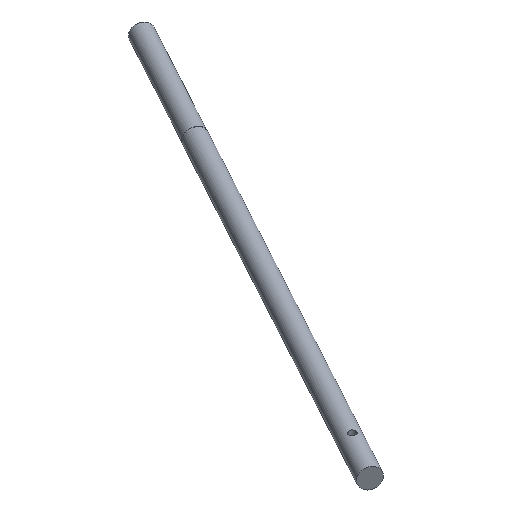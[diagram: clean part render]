
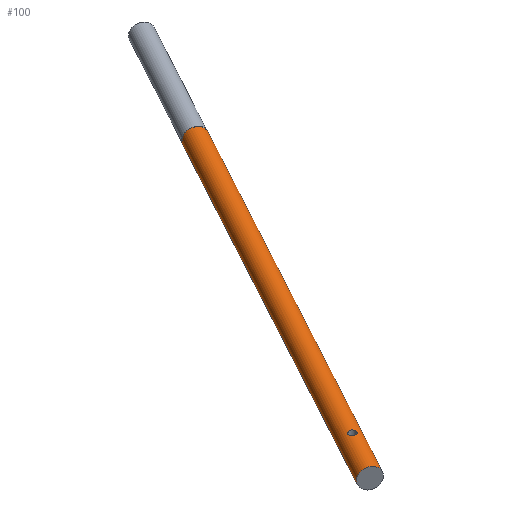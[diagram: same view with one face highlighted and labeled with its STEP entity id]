
A CAD part, isometric view. The second image highlights one B-rep face of the part: STEP entity #100.
In plain terms, the highlighted cylindrical face has radius 1.5 mm (diameter 3 mm), a full revolution.
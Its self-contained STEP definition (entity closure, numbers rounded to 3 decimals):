
#19=FACE_BOUND('',#38,.T.);
#20=FACE_BOUND('',#39,.T.);
#22=CIRCLE('',#121,1.5);
#23=CIRCLE('',#123,1.5);
#31=FACE_OUTER_BOUND('',#37,.T.);
#37=EDGE_LOOP('',(#80,#81,#82,#83));
#38=EDGE_LOOP('',(#84,#85));
#39=EDGE_LOOP('',(#86,#87));
#45=LINE('',#246,#48);
#48=VECTOR('',#145,1.5);
#50=B_SPLINE_CURVE_WITH_KNOTS('',3,(#164,#165,#166,#167,#168,#169,#170,
#171,#172,#173),.UNSPECIFIED.,.F.,.F.,(4,2,2,2,4),(0.152,0.171,
0.19,0.209,0.228),.UNSPECIFIED.);
#51=B_SPLINE_CURVE_WITH_KNOTS('',3,(#174,#175,#176,#177,#178,#179,#180,
#181,#182,#183,#184,#185,#186,#187,#188,#189,#190,#191,#192,#193,#194,#195,
#196,#197,#198,#199,#200),.UNSPECIFIED.,.F.,.F.,(4,2,2,2,3,2,2,2,2,2,2,
2,4),(0.228,0.247,0.266,0.285,
0.304,0.323,0.342,0.361,
0.38,0.399,0.418,0.437,
0.456),.UNSPECIFIED.);
#52=B_SPLINE_CURVE_WITH_KNOTS('',3,(#204,#205,#206,#207,#208,#209,#210,
#211,#212,#213),.UNSPECIFIED.,.F.,.F.,(4,2,2,2,4),(0.,0.019,
0.038,0.057,0.076),.UNSPECIFIED.);
#53=B_SPLINE_CURVE_WITH_KNOTS('',3,(#214,#215,#216,#217,#218,#219,#220,
#221,#222,#223,#224,#225,#226,#227,#228,#229,#230,#231,#232,#233,#234,#235,
#236,#237,#238,#239),.UNSPECIFIED.,.F.,.F.,(4,2,2,2,2,2,2,2,2,2,2,2,4),
(0.076,0.095,0.114,0.133,
0.152,0.171,0.19,0.209,
0.228,0.247,0.266,0.285,
0.304),.UNSPECIFIED.);
#54=VERTEX_POINT('',#162);
#55=VERTEX_POINT('',#163);
#56=VERTEX_POINT('',#201);
#57=VERTEX_POINT('',#203);
#58=VERTEX_POINT('',#241);
#59=VERTEX_POINT('',#244);
#62=EDGE_CURVE('',#54,#55,#50,.T.);
#63=EDGE_CURVE('',#55,#54,#51,.T.);
#65=EDGE_CURVE('',#57,#56,#52,.T.);
#66=EDGE_CURVE('',#56,#57,#53,.T.);
#67=EDGE_CURVE('',#58,#58,#22,.T.);
#68=EDGE_CURVE('',#59,#59,#23,.T.);
#69=EDGE_CURVE('',#59,#58,#45,.T.);
#80=ORIENTED_EDGE('',*,*,#68,.F.);
#81=ORIENTED_EDGE('',*,*,#69,.T.);
#82=ORIENTED_EDGE('',*,*,#67,.T.);
#83=ORIENTED_EDGE('',*,*,#69,.F.);
#84=ORIENTED_EDGE('',*,*,#65,.T.);
#85=ORIENTED_EDGE('',*,*,#66,.T.);
#86=ORIENTED_EDGE('',*,*,#62,.T.);
#87=ORIENTED_EDGE('',*,*,#63,.T.);
#96=CYLINDRICAL_SURFACE('',#122,1.5);
#100=ADVANCED_FACE('',(#31,#19,#20),#96,.T.);
#121=AXIS2_PLACEMENT_3D('',#242,#139,#140);
#122=AXIS2_PLACEMENT_3D('',#243,#141,#142);
#123=AXIS2_PLACEMENT_3D('',#245,#143,#144);
#139=DIRECTION('center_axis',(1.,0.,0.));
#140=DIRECTION('ref_axis',(0.,0.,-1.));
#141=DIRECTION('center_axis',(1.,0.,0.));
#142=DIRECTION('ref_axis',(0.,1.,0.));
#143=DIRECTION('center_axis',(1.,0.,0.));
#144=DIRECTION('ref_axis',(0.,0.,-1.));
#145=DIRECTION('',(-1.,0.,0.));
#162=CARTESIAN_POINT('',(6.5,0.5,-1.414));
#163=CARTESIAN_POINT('',(6.,0.,-1.5));
#164=CARTESIAN_POINT('Ctrl Pts',(6.5,0.5,-1.414));
#165=CARTESIAN_POINT('Ctrl Pts',(6.437,0.5,-1.414));
#166=CARTESIAN_POINT('Ctrl Pts',(6.369,0.487,-1.419));
#167=CARTESIAN_POINT('Ctrl Pts',(6.246,0.436,-1.435));
#168=CARTESIAN_POINT('Ctrl Pts',(6.191,0.398,-1.447));
#169=CARTESIAN_POINT('Ctrl Pts',(6.102,0.309,-1.468));
#170=CARTESIAN_POINT('Ctrl Pts',(6.064,0.254,-1.48));
#171=CARTESIAN_POINT('Ctrl Pts',(6.013,0.13,-1.496));
#172=CARTESIAN_POINT('Ctrl Pts',(6.,0.063,-1.5));
#173=CARTESIAN_POINT('Ctrl Pts',(6.,0.,-1.5));
#174=CARTESIAN_POINT('Ctrl Pts',(6.,0.,-1.5));
#175=CARTESIAN_POINT('Ctrl Pts',(6.,-0.063,-1.5));
#176=CARTESIAN_POINT('Ctrl Pts',(6.013,-0.13,-1.496));
#177=CARTESIAN_POINT('Ctrl Pts',(6.064,-0.254,-1.48));
#178=CARTESIAN_POINT('Ctrl Pts',(6.102,-0.309,-1.468));
#179=CARTESIAN_POINT('Ctrl Pts',(6.191,-0.398,-1.447));
#180=CARTESIAN_POINT('Ctrl Pts',(6.246,-0.436,-1.435));
#181=CARTESIAN_POINT('Ctrl Pts',(6.369,-0.487,-1.419));
#182=CARTESIAN_POINT('Ctrl Pts',(6.437,-0.5,-1.414));
#183=CARTESIAN_POINT('Ctrl Pts',(6.5,-0.5,-1.414));
#184=CARTESIAN_POINT('Ctrl Pts',(6.563,-0.5,-1.414));
#185=CARTESIAN_POINT('Ctrl Pts',(6.631,-0.487,-1.419));
#186=CARTESIAN_POINT('Ctrl Pts',(6.754,-0.436,-1.435));
#187=CARTESIAN_POINT('Ctrl Pts',(6.809,-0.398,-1.447));
#188=CARTESIAN_POINT('Ctrl Pts',(6.898,-0.309,-1.468));
#189=CARTESIAN_POINT('Ctrl Pts',(6.936,-0.254,-1.48));
#190=CARTESIAN_POINT('Ctrl Pts',(6.987,-0.13,-1.496));
#191=CARTESIAN_POINT('Ctrl Pts',(7.,-0.063,-1.5));
#192=CARTESIAN_POINT('Ctrl Pts',(7.,0.063,-1.5));
#193=CARTESIAN_POINT('Ctrl Pts',(6.987,0.13,-1.496));
#194=CARTESIAN_POINT('Ctrl Pts',(6.936,0.254,-1.48));
#195=CARTESIAN_POINT('Ctrl Pts',(6.898,0.309,-1.468));
#196=CARTESIAN_POINT('Ctrl Pts',(6.809,0.398,-1.447));
#197=CARTESIAN_POINT('Ctrl Pts',(6.754,0.436,-1.435));
#198=CARTESIAN_POINT('Ctrl Pts',(6.631,0.487,-1.419));
#199=CARTESIAN_POINT('Ctrl Pts',(6.563,0.5,-1.414));
#200=CARTESIAN_POINT('Ctrl Pts',(6.5,0.5,-1.414));
#201=CARTESIAN_POINT('',(6.,0.,1.5));
#203=CARTESIAN_POINT('',(6.5,-0.5,1.414));
#204=CARTESIAN_POINT('Ctrl Pts',(6.5,-0.5,1.414));
#205=CARTESIAN_POINT('Ctrl Pts',(6.437,-0.5,1.414));
#206=CARTESIAN_POINT('Ctrl Pts',(6.369,-0.487,1.419));
#207=CARTESIAN_POINT('Ctrl Pts',(6.246,-0.436,1.435));
#208=CARTESIAN_POINT('Ctrl Pts',(6.191,-0.398,1.447));
#209=CARTESIAN_POINT('Ctrl Pts',(6.102,-0.309,1.468));
#210=CARTESIAN_POINT('Ctrl Pts',(6.064,-0.254,1.48));
#211=CARTESIAN_POINT('Ctrl Pts',(6.013,-0.13,1.496));
#212=CARTESIAN_POINT('Ctrl Pts',(6.,-0.063,1.5));
#213=CARTESIAN_POINT('Ctrl Pts',(6.,0.,1.5));
#214=CARTESIAN_POINT('Ctrl Pts',(6.,0.,1.5));
#215=CARTESIAN_POINT('Ctrl Pts',(6.,0.063,1.5));
#216=CARTESIAN_POINT('Ctrl Pts',(6.013,0.13,1.496));
#217=CARTESIAN_POINT('Ctrl Pts',(6.064,0.254,1.48));
#218=CARTESIAN_POINT('Ctrl Pts',(6.102,0.309,1.468));
#219=CARTESIAN_POINT('Ctrl Pts',(6.191,0.398,1.447));
#220=CARTESIAN_POINT('Ctrl Pts',(6.246,0.436,1.435));
#221=CARTESIAN_POINT('Ctrl Pts',(6.369,0.487,1.419));
#222=CARTESIAN_POINT('Ctrl Pts',(6.437,0.5,1.414));
#223=CARTESIAN_POINT('Ctrl Pts',(6.563,0.5,1.414));
#224=CARTESIAN_POINT('Ctrl Pts',(6.631,0.487,1.419));
#225=CARTESIAN_POINT('Ctrl Pts',(6.754,0.436,1.435));
#226=CARTESIAN_POINT('Ctrl Pts',(6.809,0.398,1.447));
#227=CARTESIAN_POINT('Ctrl Pts',(6.898,0.309,1.468));
#228=CARTESIAN_POINT('Ctrl Pts',(6.936,0.254,1.48));
#229=CARTESIAN_POINT('Ctrl Pts',(6.987,0.13,1.496));
#230=CARTESIAN_POINT('Ctrl Pts',(7.,0.063,1.5));
#231=CARTESIAN_POINT('Ctrl Pts',(7.,-0.063,1.5));
#232=CARTESIAN_POINT('Ctrl Pts',(6.987,-0.13,1.496));
#233=CARTESIAN_POINT('Ctrl Pts',(6.936,-0.254,1.48));
#234=CARTESIAN_POINT('Ctrl Pts',(6.898,-0.309,1.468));
#235=CARTESIAN_POINT('Ctrl Pts',(6.809,-0.398,1.447));
#236=CARTESIAN_POINT('Ctrl Pts',(6.754,-0.436,1.435));
#237=CARTESIAN_POINT('Ctrl Pts',(6.631,-0.487,1.419));
#238=CARTESIAN_POINT('Ctrl Pts',(6.563,-0.5,1.414));
#239=CARTESIAN_POINT('Ctrl Pts',(6.5,-0.5,1.414));
#241=CARTESIAN_POINT('',(0.,-1.5,0.));
#242=CARTESIAN_POINT('Origin',(0.,0.,0.));
#243=CARTESIAN_POINT('Origin',(32.5,0.,0.));
#244=CARTESIAN_POINT('',(65.,-1.5,0.));
#245=CARTESIAN_POINT('Origin',(65.,0.,0.));
#246=CARTESIAN_POINT('',(32.5,-1.5,0.));
